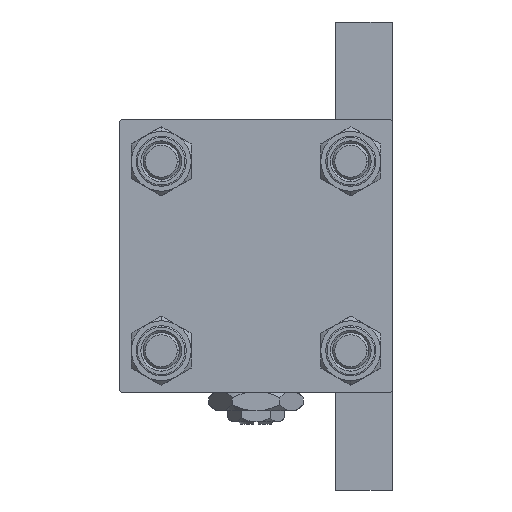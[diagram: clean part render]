
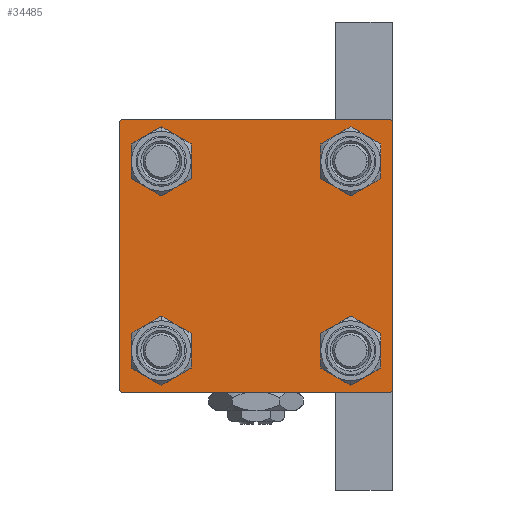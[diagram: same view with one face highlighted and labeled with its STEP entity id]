
A CAD part, left-side view. The second image highlights one B-rep face of the part: STEP entity #34485.
In plain terms, the highlighted planar face has unit normal (-1, 0, 0).
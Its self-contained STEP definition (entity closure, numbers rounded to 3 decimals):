
#508 = DIRECTION ( 'NONE',  ( 0., 0., 1. ) ) ;
#550 = AXIS2_PLACEMENT_3D ( 'NONE', #22828, #50097, #19516 ) ;
#1001 = LINE ( 'NONE', #5595, #11946 ) ;
#1002 = DIRECTION ( 'NONE',  ( 0., 0., 1. ) ) ;
#1471 = VERTEX_POINT ( 'NONE', #25428 ) ;
#1519 = DIRECTION ( 'NONE',  ( 1., 0., 0. ) ) ;
#1683 = DIRECTION ( 'NONE',  ( 0., 0., -1. ) ) ;
#1935 = CARTESIAN_POINT ( 'NONE',  ( 0., -20.85, -16.35 ) ) ;
#1994 = DIRECTION ( 'NONE',  ( 1., 0., 0. ) ) ;
#2484 = CARTESIAN_POINT ( 'NONE',  ( 0., 20.85, -20.85 ) ) ;
#2487 = DIRECTION ( 'NONE',  ( 0., -1., 0. ) ) ;
#2569 = ORIENTED_EDGE ( 'NONE', *, *, #22082, .T. ) ;
#3039 = AXIS2_PLACEMENT_3D ( 'NONE', #30863, #49471, #10997 ) ;
#3170 = LINE ( 'NONE', #45478, #34466 ) ;
#3771 = EDGE_LOOP ( 'NONE', ( #28946, #19630 ) ) ;
#4539 = ORIENTED_EDGE ( 'NONE', *, *, #43414, .T. ) ;
#4709 = CARTESIAN_POINT ( 'NONE',  ( 0., 20.85, 20.85 ) ) ;
#4852 = DIRECTION ( 'NONE',  ( 0., 0., 1. ) ) ;
#5236 = AXIS2_PLACEMENT_3D ( 'NONE', #4709, #32741, #48270 ) ;
#5325 = DIRECTION ( 'NONE',  ( 0., 0., 1. ) ) ;
#5595 = CARTESIAN_POINT ( 'NONE',  ( 0., -30., 30. ) ) ;
#5776 = CARTESIAN_POINT ( 'NONE',  ( 0., 30., 30. ) ) ;
#6466 = CARTESIAN_POINT ( 'NONE',  ( 0., -29.5, 30. ) ) ;
#6710 = LINE ( 'NONE', #29394, #46656 ) ;
#6971 = EDGE_CURVE ( 'NONE', #9204, #42752, #39690, .T. ) ;
#7352 = EDGE_CURVE ( 'NONE', #17481, #14537, #20186, .T. ) ;
#8497 = LINE ( 'NONE', #40102, #28787 ) ;
#8577 = VERTEX_POINT ( 'NONE', #19886 ) ;
#8659 = ORIENTED_EDGE ( 'NONE', *, *, #9158, .T. ) ;
#8670 = EDGE_CURVE ( 'NONE', #1471, #22945, #1001, .T. ) ;
#9158 = EDGE_CURVE ( 'NONE', #14492, #19262, #24969, .T. ) ;
#9204 = VERTEX_POINT ( 'NONE', #44207 ) ;
#9801 = EDGE_CURVE ( 'NONE', #8577, #44571, #40483, .T. ) ;
#10997 = DIRECTION ( 'NONE',  ( 0., 0., 1. ) ) ;
#11486 = CARTESIAN_POINT ( 'NONE',  ( 0., -29.75, 29.75 ) ) ;
#11946 = VECTOR ( 'NONE', #17310, 1000. ) ;
#12229 = DIRECTION ( 'NONE',  ( 1., 0., 0. ) ) ;
#12259 = CARTESIAN_POINT ( 'NONE',  ( 0., -30., -29.5 ) ) ;
#12608 = CARTESIAN_POINT ( 'NONE',  ( 0., 20.85, -25.35 ) ) ;
#12645 = FACE_BOUND ( 'NONE', #12895, .T. ) ;
#12895 = EDGE_LOOP ( 'NONE', ( #48806, #40312 ) ) ;
#14159 = DIRECTION ( 'NONE',  ( 0., 0., 1. ) ) ;
#14160 = CIRCLE ( 'NONE', #41826, 4.5 ) ;
#14471 = DIRECTION ( 'NONE',  ( 0., 0., 1. ) ) ;
#14492 = VERTEX_POINT ( 'NONE', #20257 ) ;
#14537 = VERTEX_POINT ( 'NONE', #43707 ) ;
#16719 = FACE_BOUND ( 'NONE', #39126, .T. ) ;
#16862 = EDGE_LOOP ( 'NONE', ( #41954, #39323 ) ) ;
#17242 = CIRCLE ( 'NONE', #40872, 4.5 ) ;
#17310 = DIRECTION ( 'NONE',  ( 0., 0., -1. ) ) ;
#17454 = VECTOR ( 'NONE', #2487, 1000. ) ;
#17481 = VERTEX_POINT ( 'NONE', #1935 ) ;
#17540 = VECTOR ( 'NONE', #29683, 1000. ) ;
#18470 = LINE ( 'NONE', #37333, #17540 ) ;
#19262 = VERTEX_POINT ( 'NONE', #23836 ) ;
#19516 = DIRECTION ( 'NONE',  ( 0., 0., 1. ) ) ;
#19630 = ORIENTED_EDGE ( 'NONE', *, *, #9801, .T. ) ;
#19633 = LINE ( 'NONE', #11486, #21209 ) ;
#19886 = CARTESIAN_POINT ( 'NONE',  ( 0., 20.85, 16.35 ) ) ;
#20186 = CIRCLE ( 'NONE', #34871, 4.5 ) ;
#20257 = CARTESIAN_POINT ( 'NONE',  ( 0., -20.85, 16.35 ) ) ;
#20385 = CARTESIAN_POINT ( 'NONE',  ( 0., 20.85, -20.85 ) ) ;
#21209 = VECTOR ( 'NONE', #38772, 1000. ) ;
#21682 = VERTEX_POINT ( 'NONE', #6466 ) ;
#21864 = LINE ( 'NONE', #37411, #17454 ) ;
#22082 = EDGE_CURVE ( 'NONE', #1471, #21682, #19633, .T. ) ;
#22121 = ORIENTED_EDGE ( 'NONE', *, *, #6971, .T. ) ;
#22554 = DIRECTION ( 'NONE',  ( -1., 0., 0. ) ) ;
#22736 = EDGE_LOOP ( 'NONE', ( #22121, #43993, #4539, #31988, #35578, #2569, #38170, #38929 ) ) ;
#22828 = CARTESIAN_POINT ( 'NONE',  ( 0., -20.85, 20.85 ) ) ;
#22945 = VERTEX_POINT ( 'NONE', #12259 ) ;
#23108 = CARTESIAN_POINT ( 'NONE',  ( 0., 29.5, -30. ) ) ;
#23836 = CARTESIAN_POINT ( 'NONE',  ( 0., -20.85, 25.35 ) ) ;
#24359 = FACE_BOUND ( 'NONE', #3771, .T. ) ;
#24430 = VERTEX_POINT ( 'NONE', #34601 ) ;
#24969 = CIRCLE ( 'NONE', #550, 4.5 ) ;
#25125 = EDGE_CURVE ( 'NONE', #19262, #14492, #17242, .T. ) ;
#25428 = CARTESIAN_POINT ( 'NONE',  ( 0., -30., 29.5 ) ) ;
#25597 = CARTESIAN_POINT ( 'NONE',  ( 0., 20.85, 25.35 ) ) ;
#26376 = VERTEX_POINT ( 'NONE', #12608 ) ;
#26853 = CARTESIAN_POINT ( 'NONE',  ( 0., -29.5, -30. ) ) ;
#27222 = CIRCLE ( 'NONE', #5236, 4.5 ) ;
#28187 = FACE_BOUND ( 'NONE', #16862, .T. ) ;
#28433 = CARTESIAN_POINT ( 'NONE',  ( 0., 0., 0. ) ) ;
#28787 = VECTOR ( 'NONE', #35518, 1000. ) ;
#28946 = ORIENTED_EDGE ( 'NONE', *, *, #30833, .T. ) ;
#29027 = CARTESIAN_POINT ( 'NONE',  ( 0., -20.85, 20.85 ) ) ;
#29029 = VERTEX_POINT ( 'NONE', #43027 ) ;
#29253 = DIRECTION ( 'NONE',  ( 1., 0., 0. ) ) ;
#29394 = CARTESIAN_POINT ( 'NONE',  ( 0., 29.75, -29.75 ) ) ;
#29487 = EDGE_CURVE ( 'NONE', #14537, #17481, #14160, .T. ) ;
#29683 = DIRECTION ( 'NONE',  ( 0., 0.707, -0.707 ) ) ;
#29844 = VERTEX_POINT ( 'NONE', #23108 ) ;
#30049 = CARTESIAN_POINT ( 'NONE',  ( 0., 30., -29.5 ) ) ;
#30833 = EDGE_CURVE ( 'NONE', #44571, #8577, #27222, .T. ) ;
#30863 = CARTESIAN_POINT ( 'NONE',  ( 0., 20.85, 20.85 ) ) ;
#31988 = ORIENTED_EDGE ( 'NONE', *, *, #44199, .T. ) ;
#32268 = PLANE ( 'NONE',  #44312 ) ;
#32741 = DIRECTION ( 'NONE',  ( 1., 0., 0. ) ) ;
#34226 = EDGE_CURVE ( 'NONE', #29029, #21682, #21864, .T. ) ;
#34260 = DIRECTION ( 'NONE',  ( 0., -1., 0. ) ) ;
#34430 = CIRCLE ( 'NONE', #35226, 4.5 ) ;
#34466 = VECTOR ( 'NONE', #34260, 1000. ) ;
#34485 = ADVANCED_FACE ( 'NONE', ( #16719, #12645, #28187, #24359, #39917 ), #32268, .T. ) ;
#34601 = CARTESIAN_POINT ( 'NONE',  ( 0., 20.85, -16.35 ) ) ;
#34871 = AXIS2_PLACEMENT_3D ( 'NONE', #47639, #12229, #508 ) ;
#35226 = AXIS2_PLACEMENT_3D ( 'NONE', #20385, #35936, #1002 ) ;
#35518 = DIRECTION ( 'NONE',  ( 0., -0.707, 0.707 ) ) ;
#35545 = AXIS2_PLACEMENT_3D ( 'NONE', #2484, #29253, #14471 ) ;
#35578 = ORIENTED_EDGE ( 'NONE', *, *, #8670, .F. ) ;
#35936 = DIRECTION ( 'NONE',  ( 1., 0., 0. ) ) ;
#36453 = CARTESIAN_POINT ( 'NONE',  ( 0., -20.85, -20.85 ) ) ;
#37052 = DIRECTION ( 'NONE',  ( 0., -0.707, -0.707 ) ) ;
#37333 = CARTESIAN_POINT ( 'NONE',  ( 0., 29.75, 29.75 ) ) ;
#37411 = CARTESIAN_POINT ( 'NONE',  ( 0., 30., 30. ) ) ;
#38170 = ORIENTED_EDGE ( 'NONE', *, *, #34226, .F. ) ;
#38772 = DIRECTION ( 'NONE',  ( 0., 0.707, 0.707 ) ) ;
#38929 = ORIENTED_EDGE ( 'NONE', *, *, #48003, .T. ) ;
#39126 = EDGE_LOOP ( 'NONE', ( #45711, #8659 ) ) ;
#39323 = ORIENTED_EDGE ( 'NONE', *, *, #49985, .T. ) ;
#39690 = LINE ( 'NONE', #5776, #46251 ) ;
#39917 = FACE_OUTER_BOUND ( 'NONE', #22736, .T. ) ;
#40102 = CARTESIAN_POINT ( 'NONE',  ( 0., -29.75, -29.75 ) ) ;
#40312 = ORIENTED_EDGE ( 'NONE', *, *, #29487, .T. ) ;
#40483 = CIRCLE ( 'NONE', #3039, 4.5 ) ;
#40872 = AXIS2_PLACEMENT_3D ( 'NONE', #29027, #1994, #5325 ) ;
#41241 = CIRCLE ( 'NONE', #35545, 4.5 ) ;
#41589 = EDGE_CURVE ( 'NONE', #42752, #29844, #6710, .T. ) ;
#41826 = AXIS2_PLACEMENT_3D ( 'NONE', #36453, #1519, #4852 ) ;
#41954 = ORIENTED_EDGE ( 'NONE', *, *, #42009, .T. ) ;
#42009 = EDGE_CURVE ( 'NONE', #24430, #26376, #34430, .T. ) ;
#42752 = VERTEX_POINT ( 'NONE', #30049 ) ;
#43027 = CARTESIAN_POINT ( 'NONE',  ( 0., 29.5, 30. ) ) ;
#43414 = EDGE_CURVE ( 'NONE', #29844, #44668, #3170, .T. ) ;
#43707 = CARTESIAN_POINT ( 'NONE',  ( 0., -20.85, -25.35 ) ) ;
#43993 = ORIENTED_EDGE ( 'NONE', *, *, #41589, .T. ) ;
#44199 = EDGE_CURVE ( 'NONE', #44668, #22945, #8497, .T. ) ;
#44207 = CARTESIAN_POINT ( 'NONE',  ( 0., 30., 29.5 ) ) ;
#44312 = AXIS2_PLACEMENT_3D ( 'NONE', #28433, #22554, #14159 ) ;
#44571 = VERTEX_POINT ( 'NONE', #25597 ) ;
#44668 = VERTEX_POINT ( 'NONE', #26853 ) ;
#45478 = CARTESIAN_POINT ( 'NONE',  ( 0., 30., -30. ) ) ;
#45711 = ORIENTED_EDGE ( 'NONE', *, *, #25125, .T. ) ;
#46251 = VECTOR ( 'NONE', #1683, 1000. ) ;
#46656 = VECTOR ( 'NONE', #37052, 1000. ) ;
#47639 = CARTESIAN_POINT ( 'NONE',  ( 0., -20.85, -20.85 ) ) ;
#48003 = EDGE_CURVE ( 'NONE', #29029, #9204, #18470, .T. ) ;
#48270 = DIRECTION ( 'NONE',  ( 0., 0., 1. ) ) ;
#48806 = ORIENTED_EDGE ( 'NONE', *, *, #7352, .T. ) ;
#49471 = DIRECTION ( 'NONE',  ( 1., 0., 0. ) ) ;
#49985 = EDGE_CURVE ( 'NONE', #26376, #24430, #41241, .T. ) ;
#50097 = DIRECTION ( 'NONE',  ( 1., 0., 0. ) ) ;
